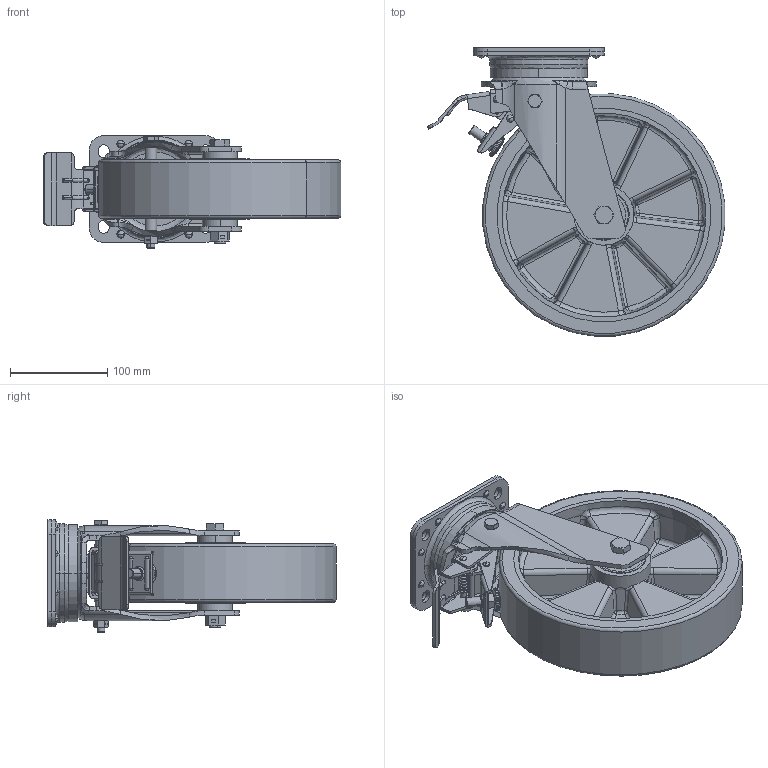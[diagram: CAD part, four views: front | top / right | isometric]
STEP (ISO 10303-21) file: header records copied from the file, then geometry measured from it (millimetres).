
FILE_DESCRIPTION (( 'STEP AP214' ), '1' );
FILE_NAME ('0033970.step', '2026-01-30T10:37:16', ( '' ), ( '' ), 'SwSTEP 2.0', 'SolidWorks 2020', '' );
FILE_SCHEMA (( 'AUTOMOTIVE_DESIGN' ));
Length unit declared in the file: millimetre
Products named in the file (1): 0033970
Bounding box: 306.52 x 296.66 x 116 mm (x, y, z)
Surface area: 592084.9 mm2 (no closed solid volume)
Topology: 0 solids, 55 shells, 1740 faces, 4190 edges, 2606 vertices
Faces by surface type: plane 613, cylinder 569, bspline 346, cone 110, torus 74, sphere 28
Entity records: 89559 total; most frequent: CARTESIAN_POINT 30967, ORIENTED_EDGE 8272, DIRECTION 7801, EDGE_CURVE 4136, AXIS2_PLACEMENT_3D 3044, VERTEX_POINT 2606, EDGE_LOOP 2014, UNCERTAINTY_MEASURE_WITH_UNIT 1792
